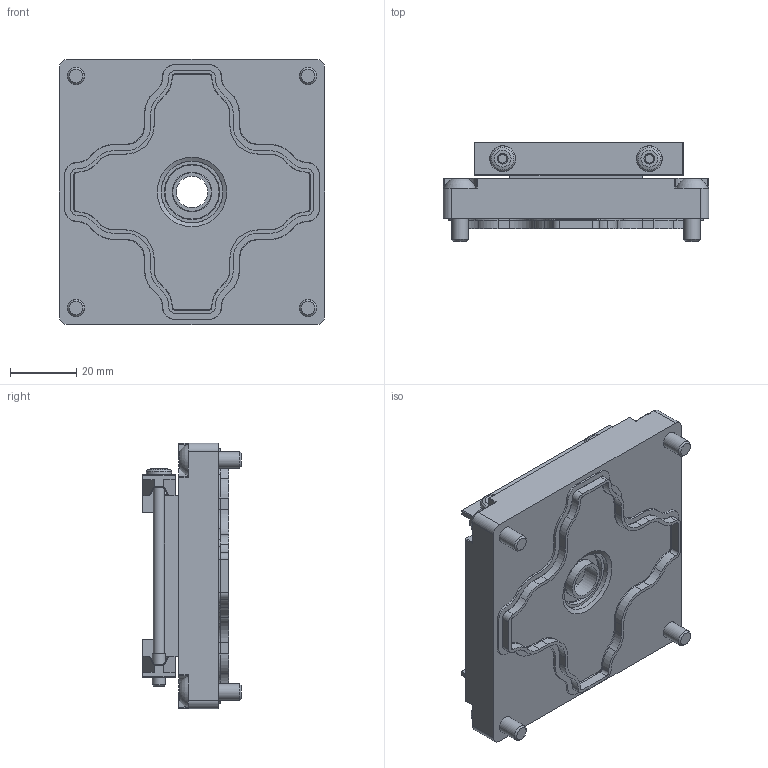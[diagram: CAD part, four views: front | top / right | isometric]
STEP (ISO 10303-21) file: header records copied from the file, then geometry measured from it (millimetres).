
FILE_DESCRIPTION(/* description */ ('STEP AP214'),/* implementation_level */ '2;1');
FILE_NAME(/* name */ '543497_MS6-E-IPM-80-80',/* time_stamp */ '2024-09-10T15:17:25+02:00',/* author */ ('License CC BY-ND 4.0'),/* organization */ ('CADENAS'),/* preprocessor_version */ 'ST-DEVELOPER v19.3',/* originating_system */ 'PARTsolutions',/* authorisation */ ' ');
FILE_SCHEMA (('AUTOMOTIVE_DESIGN {1 0 10303 214 3 1 1}'));
Length unit declared in the file: millimetre
Products named in the file (9): 543497 MS6-E-IPM-80-80; 543495 MS4-E-IPM-80-80---(platte); ISO7380-M5x16; 705677 MS6-IPM_ROH; 5206604 MS6-MV-B---(0_p); 8134994 MS6-MV-B---(0_p); 697218 MS4-6-IPM---(hs); 327382 O-Ring; 542354 IPM-EP-08-DE---(dring)
Assembly tree (11 placements, depth 2):
  543497 MS6-E-IPM-80-80
    543495 MS4-E-IPM-80-80---(platte)
    ISO7380-M5x16  x4
    705677 MS6-IPM_ROH
    5206604 MS6-MV-B---(0_p)
    8134994 MS6-MV-B---(0_p)
    697218 MS4-6-IPM---(hs)
    327382 O-Ring
    542354 IPM-EP-08-DE---(dring)
Bounding box: 80 x 29.75 x 80 mm (x, y, z)
Volume: 91947.5 mm3; surface area: 40709.3 mm2
Topology: 11 solids, 11 shells, 697 faces, 1812 edges, 1181 vertices
Faces by surface type: plane 314, cylinder 313, cone 49, torus 17, sphere 4
Full cylindrical faces by diameter (mm): 3.242 x2, 3.4 x2, 4 x2, 4.5 x2, 4.6 x2, 5 x4, 5.19 x4, 7.6 x2, 7.8 x2, 9.5 x1, 11.6 x1, 16.7 x1, 17.6 x1, 18.631 x1, 19.1 x2, 20.96 x1, 21.3 x2, 21.6 x1, 21.7 x1, 22.6 x1, 24.7 x1, 25.1 x1, 27.5 x1, 34.6 x1
Entity records: 20935 total; most frequent: CARTESIAN_POINT 3544, DIRECTION 3512, ORIENTED_EDGE 3232, EDGE_CURVE 1616, AXIS2_PLACEMENT_3D 1298, VERTEX_POINT 1108, LINE 916, VECTOR 916
